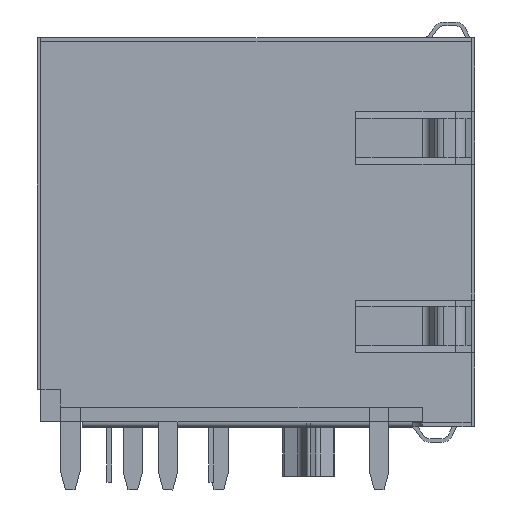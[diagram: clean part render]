
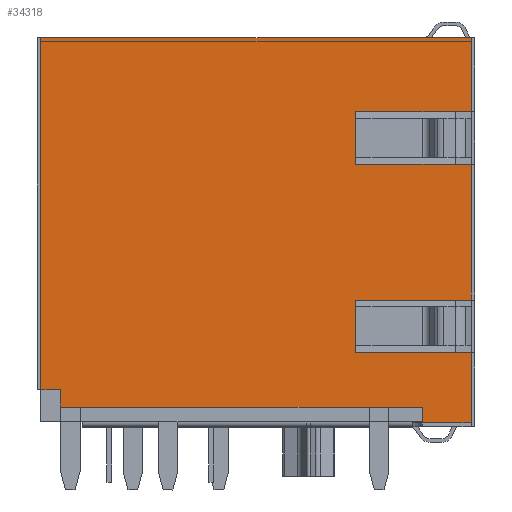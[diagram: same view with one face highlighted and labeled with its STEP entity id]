
A CAD part, left-side view. The second image highlights one B-rep face of the part: STEP entity #34318.
In plain terms, the highlighted planar face has unit normal (-1, 0, 0).
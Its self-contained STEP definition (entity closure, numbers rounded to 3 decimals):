
#3054=FACE_OUTER_BOUND('',#5712,.T.);
#5712=EDGE_LOOP('',(#26886,#26887,#26888,#26889,#26890,#26891,#26892,#26893,
#26894,#26895,#26896,#26897,#26898,#26899,#26900,#26901));
#9498=VERTEX_POINT('',#72914);
#9499=VERTEX_POINT('',#72915);
#9502=VERTEX_POINT('',#72923);
#9504=VERTEX_POINT('',#72929);
#9506=VERTEX_POINT('',#72935);
#9508=VERTEX_POINT('',#72941);
#9510=VERTEX_POINT('',#72947);
#9512=VERTEX_POINT('',#72953);
#9514=VERTEX_POINT('',#72959);
#9516=VERTEX_POINT('',#72965);
#9518=VERTEX_POINT('',#72971);
#9520=VERTEX_POINT('',#72977);
#9522=VERTEX_POINT('',#72983);
#9524=VERTEX_POINT('',#72989);
#9526=VERTEX_POINT('',#72995);
#9528=VERTEX_POINT('',#73001);
#15434=EDGE_CURVE('',#9498,#9499,#39867,.T.);
#15438=EDGE_CURVE('',#9499,#9502,#39871,.T.);
#15441=EDGE_CURVE('',#9502,#9504,#39874,.T.);
#15444=EDGE_CURVE('',#9504,#9506,#39877,.T.);
#15447=EDGE_CURVE('',#9506,#9508,#39880,.T.);
#15450=EDGE_CURVE('',#9508,#9510,#39883,.T.);
#15453=EDGE_CURVE('',#9510,#9512,#39886,.T.);
#15456=EDGE_CURVE('',#9512,#9514,#39889,.T.);
#15459=EDGE_CURVE('',#9514,#9516,#39892,.T.);
#15462=EDGE_CURVE('',#9516,#9518,#39895,.T.);
#15465=EDGE_CURVE('',#9518,#9520,#39898,.T.);
#15468=EDGE_CURVE('',#9520,#9522,#39901,.T.);
#15471=EDGE_CURVE('',#9522,#9524,#39904,.T.);
#15474=EDGE_CURVE('',#9524,#9526,#39907,.T.);
#15477=EDGE_CURVE('',#9526,#9528,#39910,.T.);
#15480=EDGE_CURVE('',#9528,#9498,#39913,.T.);
#26886=ORIENTED_EDGE('',*,*,#15480,.T.);
#26887=ORIENTED_EDGE('',*,*,#15434,.T.);
#26888=ORIENTED_EDGE('',*,*,#15438,.T.);
#26889=ORIENTED_EDGE('',*,*,#15441,.T.);
#26890=ORIENTED_EDGE('',*,*,#15444,.T.);
#26891=ORIENTED_EDGE('',*,*,#15447,.T.);
#26892=ORIENTED_EDGE('',*,*,#15450,.T.);
#26893=ORIENTED_EDGE('',*,*,#15453,.T.);
#26894=ORIENTED_EDGE('',*,*,#15456,.T.);
#26895=ORIENTED_EDGE('',*,*,#15459,.T.);
#26896=ORIENTED_EDGE('',*,*,#15462,.T.);
#26897=ORIENTED_EDGE('',*,*,#15465,.T.);
#26898=ORIENTED_EDGE('',*,*,#15468,.T.);
#26899=ORIENTED_EDGE('',*,*,#15471,.T.);
#26900=ORIENTED_EDGE('',*,*,#15474,.T.);
#26901=ORIENTED_EDGE('',*,*,#15477,.T.);
#31684=PLANE('',#49904);
#34318=ADVANCED_FACE('',(#3054),#31684,.F.);
#39867=LINE('',#72916,#45887);
#39871=LINE('',#72924,#45891);
#39874=LINE('',#72930,#45894);
#39877=LINE('',#72936,#45897);
#39880=LINE('',#72942,#45900);
#39883=LINE('',#72948,#45903);
#39886=LINE('',#72954,#45906);
#39889=LINE('',#72960,#45909);
#39892=LINE('',#72966,#45912);
#39895=LINE('',#72972,#45915);
#39898=LINE('',#72978,#45918);
#39901=LINE('',#72984,#45921);
#39904=LINE('',#72990,#45924);
#39907=LINE('',#72996,#45927);
#39910=LINE('',#73002,#45930);
#39913=LINE('',#73007,#45933);
#45887=VECTOR('',#60046,1.143);
#45891=VECTOR('',#60052,23.5);
#45894=VECTOR('',#60057,1.026);
#45897=VECTOR('',#60062,3.175);
#45900=VECTOR('',#60067,4.552);
#45903=VECTOR('',#60072,7.493);
#45906=VECTOR('',#60077,3.429);
#45909=VECTOR('',#60082,7.493);
#45912=VECTOR('',#60087,8.814);
#45915=VECTOR('',#60092,7.493);
#45918=VECTOR('',#60097,3.429);
#45921=VECTOR('',#60102,7.493);
#45924=VECTOR('',#60107,4.801);
#45927=VECTOR('',#60112,27.95);
#45930=VECTOR('',#60117,22.855);
#45933=VECTOR('',#60122,1.275);
#49904=AXIS2_PLACEMENT_3D('',#73009,#60124,#60125);
#60046=DIRECTION('',(0.,0.,-1.));
#60052=DIRECTION('',(0.,-1.,0.));
#60057=DIRECTION('',(0.,0.,-1.));
#60062=DIRECTION('',(0.,-1.,0.));
#60067=DIRECTION('',(0.,0.,1.));
#60072=DIRECTION('',(0.,1.,0.));
#60077=DIRECTION('',(0.,0.,1.));
#60082=DIRECTION('',(0.,-1.,0.));
#60087=DIRECTION('',(0.,0.,1.));
#60092=DIRECTION('',(0.,1.,0.));
#60097=DIRECTION('',(0.,0.,1.));
#60102=DIRECTION('',(0.,-1.,0.));
#60107=DIRECTION('',(0.,0.,1.));
#60112=DIRECTION('',(0.,1.,0.));
#60117=DIRECTION('',(0.,0.,-1.));
#60122=DIRECTION('',(0.,-1.,0.));
#60124=DIRECTION('center_axis',(1.,0.,0.));
#60125=DIRECTION('ref_axis',(0.,0.,-1.));
#72914=CARTESIAN_POINT('',(-43.561,5.207,2.464));
#72915=CARTESIAN_POINT('',(-43.561,5.207,1.321));
#72916=CARTESIAN_POINT('',(-43.561,5.207,2.464));
#72923=CARTESIAN_POINT('',(-43.561,-18.293,1.321));
#72924=CARTESIAN_POINT('',(-43.561,5.207,1.321));
#72929=CARTESIAN_POINT('',(-43.561,-18.293,0.295));
#72930=CARTESIAN_POINT('',(-43.561,-18.293,1.321));
#72935=CARTESIAN_POINT('',(-43.561,-21.468,0.295));
#72936=CARTESIAN_POINT('',(-43.561,-18.293,0.295));
#72941=CARTESIAN_POINT('',(-43.561,-21.468,4.846));
#72942=CARTESIAN_POINT('',(-43.561,-21.468,0.295));
#72947=CARTESIAN_POINT('',(-43.561,-13.975,4.846));
#72948=CARTESIAN_POINT('',(-43.561,-21.468,4.846));
#72953=CARTESIAN_POINT('',(-43.561,-13.975,8.275));
#72954=CARTESIAN_POINT('',(-43.561,-13.975,4.846));
#72959=CARTESIAN_POINT('',(-43.561,-21.468,8.275));
#72960=CARTESIAN_POINT('',(-43.561,-13.975,8.275));
#72965=CARTESIAN_POINT('',(-43.561,-21.468,17.089));
#72966=CARTESIAN_POINT('',(-43.561,-21.468,8.275));
#72971=CARTESIAN_POINT('',(-43.561,-13.975,17.089));
#72972=CARTESIAN_POINT('',(-43.561,-21.468,17.089));
#72977=CARTESIAN_POINT('',(-43.561,-13.975,20.518));
#72978=CARTESIAN_POINT('',(-43.561,-13.975,17.089));
#72983=CARTESIAN_POINT('',(-43.561,-21.468,20.518));
#72984=CARTESIAN_POINT('',(-43.561,-13.975,20.518));
#72989=CARTESIAN_POINT('',(-43.561,-21.468,25.319));
#72990=CARTESIAN_POINT('',(-43.561,-21.468,20.518));
#72995=CARTESIAN_POINT('',(-43.561,6.482,25.319));
#72996=CARTESIAN_POINT('',(-43.561,-21.468,25.319));
#73001=CARTESIAN_POINT('',(-43.561,6.482,2.464));
#73002=CARTESIAN_POINT('',(-43.561,6.482,25.319));
#73007=CARTESIAN_POINT('',(-43.561,6.482,2.464));
#73009=CARTESIAN_POINT('Origin',(-43.561,-9.568,12.977));
